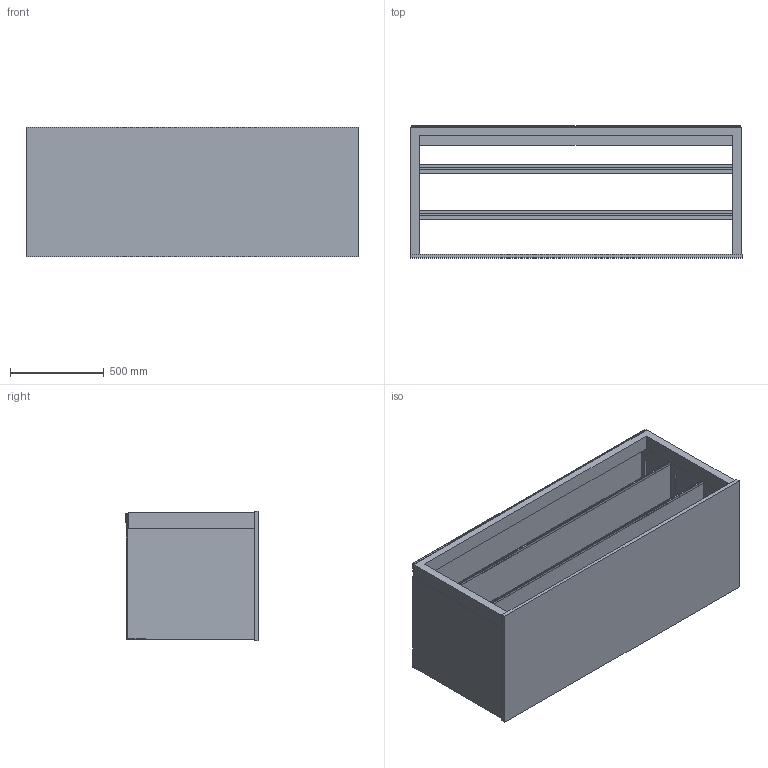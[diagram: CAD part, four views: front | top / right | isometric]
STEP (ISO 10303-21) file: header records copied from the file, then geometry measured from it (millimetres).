
FILE_DESCRIPTION(/* description */ ('Panoramaglasaufsatz ungekühlt'),/* implementation_level */ '2;1');
FILE_NAME(/* name */ '3D-AKE-00007725.stp',/* time_stamp */ '2023-05-26T12:54:44+02:00',/* author */ ('marina.schachner'),/* organization */ (''),/* preprocessor_version */ 'ST-DEVELOPER v18.1',/* originating_system */ 'Autodesk Inventor 2020',/* authorisation */ '');
FILE_SCHEMA (('AUTOMOTIVE_DESIGN { 1 0 10303 214 3 1 1 }'));
Length unit declared in the file: millimetre
Products named in the file (1): 3D-AKE-00007725
Bounding box: 1775 x 706 x 695 mm (x, y, z)
Volume: 66892204.6 mm3; surface area: 12286289.2 mm2
Topology: 24 solids, 24 shells, 219 faces, 510 edges, 340 vertices
Faces by surface type: plane 191, cylinder 28
Entity records: 6187 total; most frequent: CARTESIAN_POINT 1070, ORIENTED_EDGE 1020, DIRECTION 1006, EDGE_CURVE 510, LINE 454, VECTOR 454, VERTEX_POINT 340, AXIS2_PLACEMENT_3D 276
